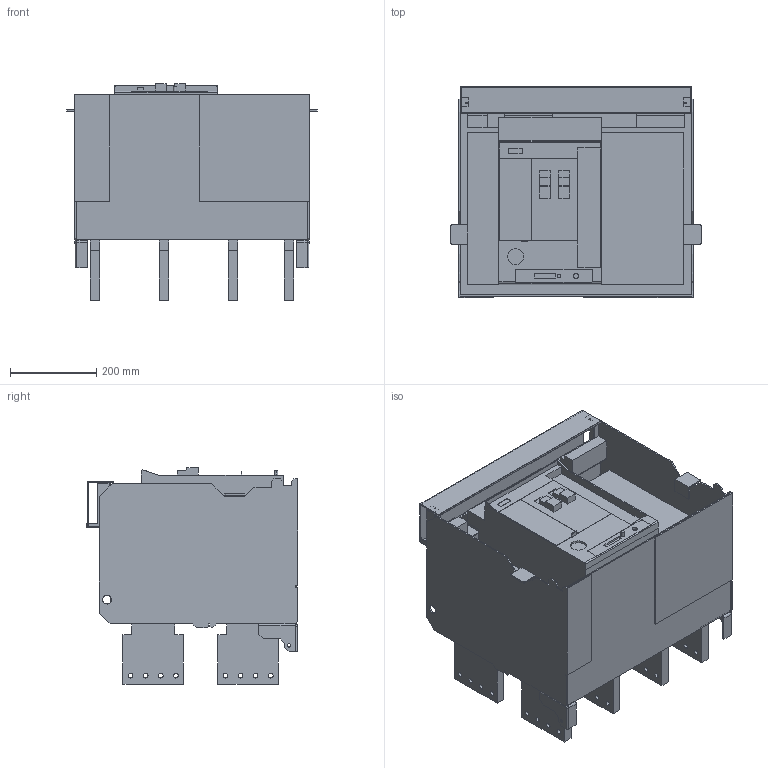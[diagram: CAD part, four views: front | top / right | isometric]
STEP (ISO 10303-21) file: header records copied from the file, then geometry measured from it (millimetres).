
FILE_DESCRIPTION(('CoCreate Modeling STEP Export'),'2;1');
FILE_NAME('AR4V_(440SB)_4P_DO_(1H4475).stp','2015-01-23T 9:59:52',(''),(''),'CoCreate Modeling STEP processor for AP214 (Solid Model)','CoCreate Modeling 17.0 01-Apr-2010 (C) Parametric Technology GmbH','');
FILE_SCHEMA(('AUTOMOTIVE_DESIGN { 1 0 10303 214 1 1 1 1 }'));
Length unit declared in the file: millimetre
Products named in the file (17): p7.1; p7; p1.2; p1.1; ガラス; p1.2.2; 端子; p5; p1; p2.1; p4.1; p2; p6; p3.1; p4; p3; AR4V_(440SB)_4P_DO_(1H4475)
Assembly tree (23 placements, depth 3):
  AR4V_(440SB)_4P_DO_(1H4475)
    p3
    p4
    p3.1
    p6
    p2
    p4.1
    p2.1
    p1
    p5
    端子
      p1.2.2  x8
    ガラス
    p1.1
    p1.2
    p7
    p7.1
Bounding box: 580 x 490 x 502 mm (x, y, z)
Volume: 44630311 mm3; surface area: 3467902.1 mm2
Topology: 22 solids, 22 shells, 491 faces, 1307 edges, 867 vertices
Faces by surface type: plane 379, cylinder 110, torus 2
Entity records: 11719 total; most frequent: CARTESIAN_POINT 2050, ORIENTED_EDGE 1942, DIRECTION 1754, EDGE_CURVE 971, VECTOR 852, LINE 852, VERTEX_POINT 643, AXIS2_PLACEMENT_3D 451
